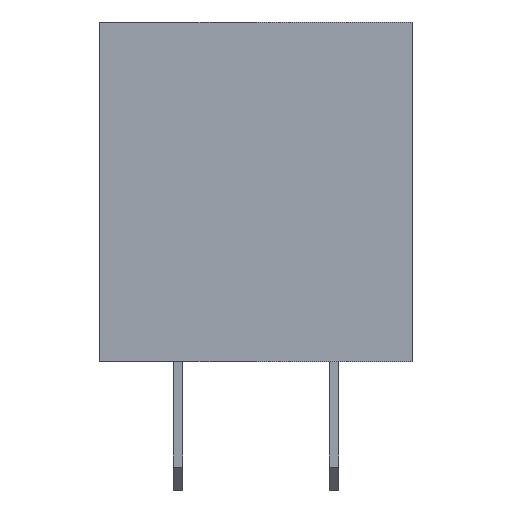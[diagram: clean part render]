
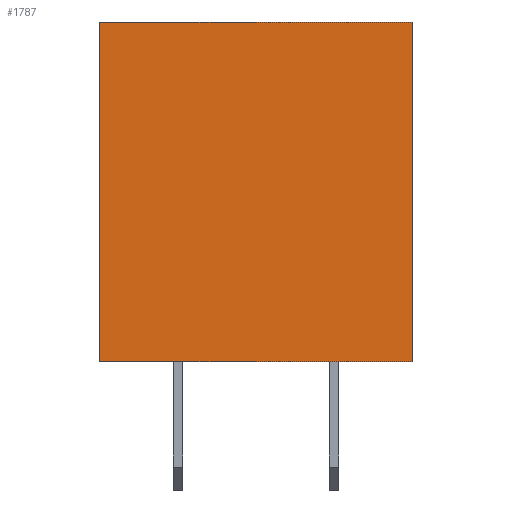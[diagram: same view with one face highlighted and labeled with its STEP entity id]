
A CAD part, left-side view. The second image highlights one B-rep face of the part: STEP entity #1787.
In plain terms, the highlighted planar face has unit normal (-1, 0, 0).
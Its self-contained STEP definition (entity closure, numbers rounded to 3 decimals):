
#105=FACE_OUTER_BOUND('',#208,.T.);
#208=EDGE_LOOP('',(#1195,#1196,#1197,#1198));
#319=LINE('',#2605,#535);
#320=LINE('',#2607,#536);
#321=LINE('',#2609,#537);
#322=LINE('',#2610,#538);
#535=VECTOR('',#2082,10.);
#536=VECTOR('',#2083,10.);
#537=VECTOR('',#2084,10.);
#538=VECTOR('',#2085,10.);
#747=VERTEX_POINT('',#2603);
#748=VERTEX_POINT('',#2604);
#749=VERTEX_POINT('',#2606);
#750=VERTEX_POINT('',#2608);
#923=EDGE_CURVE('',#747,#748,#319,.T.);
#924=EDGE_CURVE('',#747,#749,#320,.T.);
#925=EDGE_CURVE('',#750,#749,#321,.T.);
#926=EDGE_CURVE('',#748,#750,#322,.T.);
#1195=ORIENTED_EDGE('',*,*,#923,.F.);
#1196=ORIENTED_EDGE('',*,*,#924,.T.);
#1197=ORIENTED_EDGE('',*,*,#925,.F.);
#1198=ORIENTED_EDGE('',*,*,#926,.F.);
#1708=PLANE('',#1910);
#1787=ADVANCED_FACE('',(#105),#1708,.T.);
#1910=AXIS2_PLACEMENT_3D('',#2602,#2080,#2081);
#2080=DIRECTION('center_axis',(-1.,0.,0.));
#2081=DIRECTION('ref_axis',(0.,-1.,0.));
#2082=DIRECTION('',(0.,1.,0.));
#2083=DIRECTION('',(0.,0.,1.));
#2084=DIRECTION('',(0.,-1.,0.));
#2085=DIRECTION('',(0.,0.,1.));
#2602=CARTESIAN_POINT('Origin',(-9.9,3.4,0.));
#2603=CARTESIAN_POINT('',(-9.9,-3.4,0.));
#2604=CARTESIAN_POINT('',(-9.9,3.4,0.));
#2605=CARTESIAN_POINT('',(-9.9,-3.4,0.));
#2606=CARTESIAN_POINT('',(-9.9,-3.4,7.4));
#2607=CARTESIAN_POINT('',(-9.9,-3.4,0.));
#2608=CARTESIAN_POINT('',(-9.9,3.4,7.4));
#2609=CARTESIAN_POINT('',(-9.9,-3.4,7.4));
#2610=CARTESIAN_POINT('',(-9.9,3.4,0.));
